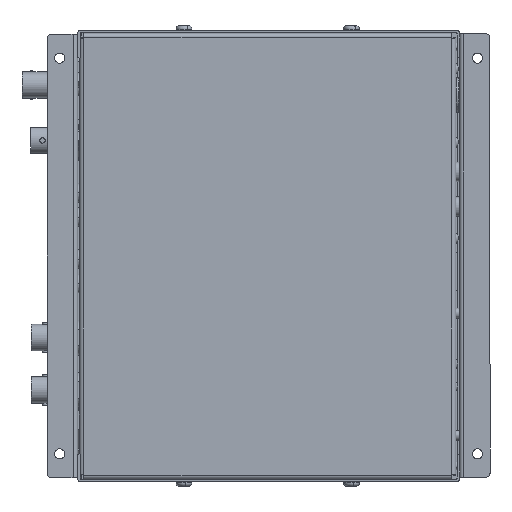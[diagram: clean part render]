
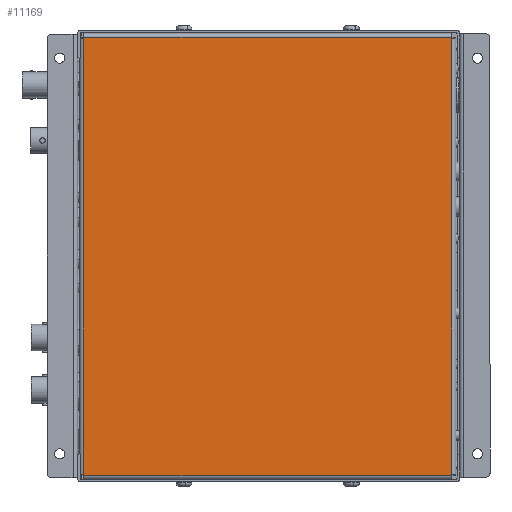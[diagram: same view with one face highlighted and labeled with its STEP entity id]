
A CAD part, front view. The second image highlights one B-rep face of the part: STEP entity #11169.
In plain terms, the highlighted face is planar.
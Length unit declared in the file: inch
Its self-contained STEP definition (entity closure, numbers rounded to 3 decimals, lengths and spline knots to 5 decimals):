
#11151 = EDGE_CURVE ( 'NONE', #11152, #11180, #38658, .T. ) ;
#11152 = VERTEX_POINT ( 'NONE', #38654 ) ;
#11153 = ORIENTED_EDGE ( 'NONE', *, *, #11154, .T. ) ;
#11154 = EDGE_CURVE ( 'NONE', #11152, #11155, #38653, .T. ) ;
#11155 = VERTEX_POINT ( 'NONE', #38710 ) ;
#11156 = ORIENTED_EDGE ( 'NONE', *, *, #11157, .F. ) ;
#11157 = EDGE_CURVE ( 'NONE', #11158, #11155, #38709, .T. ) ;
#11158 = VERTEX_POINT ( 'NONE', #38705 ) ;
#11160 = ORIENTED_EDGE ( 'NONE', *, *, #11161, .T. ) ;
#11161 = EDGE_CURVE ( 'NONE', #11158, #11162, #38703, .T. ) ;
#11162 = VERTEX_POINT ( 'NONE', #38699 ) ;
#11163 = ORIENTED_EDGE ( 'NONE', *, *, #11164, .T. ) ;
#11164 = EDGE_CURVE ( 'NONE', #11162, #11165, #38698, .T. ) ;
#11165 = VERTEX_POINT ( 'NONE', #38694 ) ;
#11166 = ORIENTED_EDGE ( 'NONE', *, *, #11217, .T. ) ;
#11169 = ADVANCED_FACE ( 'NONE', ( #38689 ), #38688, .T. ) ;
#11170 = EDGE_LOOP ( 'NONE', ( #11171, #11175, #11178, #11181, #11153, #11156, #11160, #11163, #11166, #11219, #11222, #11225 ) ) ;
#11171 = ORIENTED_EDGE ( 'NONE', *, *, #11172, .T. ) ;
#11172 = EDGE_CURVE ( 'NONE', #11173, #11174, #38686, .T. ) ;
#11173 = VERTEX_POINT ( 'NONE', #38679 ) ;
#11174 = VERTEX_POINT ( 'NONE', #38743 ) ;
#11175 = ORIENTED_EDGE ( 'NONE', *, *, #11176, .T. ) ;
#11176 = EDGE_CURVE ( 'NONE', #11174, #11177, #38742, .T. ) ;
#11177 = VERTEX_POINT ( 'NONE', #38738 ) ;
#11178 = ORIENTED_EDGE ( 'NONE', *, *, #11179, .T. ) ;
#11179 = EDGE_CURVE ( 'NONE', #11177, #11180, #38737, .T. ) ;
#11180 = VERTEX_POINT ( 'NONE', #38733 ) ;
#11181 = ORIENTED_EDGE ( 'NONE', *, *, #11151, .F. ) ;
#11217 = EDGE_CURVE ( 'NONE', #11165, #11218, #38829, .T. ) ;
#11218 = VERTEX_POINT ( 'NONE', #38825 ) ;
#11219 = ORIENTED_EDGE ( 'NONE', *, *, #11220, .F. ) ;
#11220 = EDGE_CURVE ( 'NONE', #11221, #11218, #38824, .T. ) ;
#11221 = VERTEX_POINT ( 'NONE', #38820 ) ;
#11222 = ORIENTED_EDGE ( 'NONE', *, *, #11223, .T. ) ;
#11223 = EDGE_CURVE ( 'NONE', #11221, #11224, #38819, .T. ) ;
#11224 = VERTEX_POINT ( 'NONE', #38815 ) ;
#11225 = ORIENTED_EDGE ( 'NONE', *, *, #11226, .F. ) ;
#11226 = EDGE_CURVE ( 'NONE', #11173, #11224, #38814, .T. ) ;
#38652 = CARTESIAN_POINT ( 'NONE',  ( 2.6325, -3.1395, 0. ) ) ;
#38653 = LINE ( 'NONE', #38652, #38712 ) ;
#38654 = CARTESIAN_POINT ( 'NONE',  ( 2.6325, -3.1395, 0. ) ) ;
#38655 = DIRECTION ( 'NONE',  ( 0., 1., 0. ) ) ;
#38656 = VECTOR ( 'NONE', #38655, 39.37008 ) ;
#38657 = CARTESIAN_POINT ( 'NONE',  ( 2.6325, -3.1325, 0. ) ) ;
#38658 = LINE ( 'NONE', #38657, #38656 ) ;
#38679 = CARTESIAN_POINT ( 'NONE',  ( 2.6325, 3.12175, 0. ) ) ;
#38680 = DIRECTION ( 'NONE',  ( 1., 0., 0. ) ) ;
#38681 = VECTOR ( 'NONE', #38680, 39.37008 ) ;
#38682 = CARTESIAN_POINT ( 'NONE',  ( 2.6325, 3.12175, 0. ) ) ;
#38683 = DIRECTION ( 'NONE',  ( -1., 0., 0. ) ) ;
#38684 = DIRECTION ( 'NONE',  ( 0., 0., -1. ) ) ;
#38685 = AXIS2_PLACEMENT_3D ( 'NONE', #38687, #38684, #38683 ) ;
#38686 = LINE ( 'NONE', #38682, #38681 ) ;
#38687 = CARTESIAN_POINT ( 'NONE',  ( 2.6325, 3.1325, 0. ) ) ;
#38688 = PLANE ( 'NONE',  #38685 ) ;
#38689 = FACE_OUTER_BOUND ( 'NONE', #11170, .T. ) ;
#38694 = CARTESIAN_POINT ( 'NONE',  ( -2.6395, 3.12175, 0. ) ) ;
#38695 = DIRECTION ( 'NONE',  ( 0., 1., 0. ) ) ;
#38696 = VECTOR ( 'NONE', #38695, 39.37008 ) ;
#38697 = CARTESIAN_POINT ( 'NONE',  ( -2.6395, -3.1325, 0. ) ) ;
#38698 = LINE ( 'NONE', #38697, #38696 ) ;
#38699 = CARTESIAN_POINT ( 'NONE',  ( -2.6395, -3.12175, 0. ) ) ;
#38700 = DIRECTION ( 'NONE',  ( -1., 0., 0. ) ) ;
#38701 = VECTOR ( 'NONE', #38700, 39.37008 ) ;
#38702 = CARTESIAN_POINT ( 'NONE',  ( 2.6325, -3.12175, 0. ) ) ;
#38703 = LINE ( 'NONE', #38702, #38701 ) ;
#38705 = CARTESIAN_POINT ( 'NONE',  ( -2.6325, -3.12175, 0. ) ) ;
#38706 = DIRECTION ( 'NONE',  ( 0., -1., 0. ) ) ;
#38707 = VECTOR ( 'NONE', #38706, 39.37008 ) ;
#38708 = CARTESIAN_POINT ( 'NONE',  ( -2.6325, -3.1325, 0. ) ) ;
#38709 = LINE ( 'NONE', #38708, #38707 ) ;
#38710 = CARTESIAN_POINT ( 'NONE',  ( -2.6325, -3.1395, 0. ) ) ;
#38711 = DIRECTION ( 'NONE',  ( -1., 0., 0. ) ) ;
#38712 = VECTOR ( 'NONE', #38711, 39.37008 ) ;
#38733 = CARTESIAN_POINT ( 'NONE',  ( 2.6325, -3.12175, 0. ) ) ;
#38734 = DIRECTION ( 'NONE',  ( -1., 0., 0. ) ) ;
#38735 = VECTOR ( 'NONE', #38734, 39.37008 ) ;
#38736 = CARTESIAN_POINT ( 'NONE',  ( 2.6325, -3.12175, 0. ) ) ;
#38737 = LINE ( 'NONE', #38736, #38735 ) ;
#38738 = CARTESIAN_POINT ( 'NONE',  ( 2.6395, -3.12175, 0. ) ) ;
#38739 = DIRECTION ( 'NONE',  ( 0., -1., 0. ) ) ;
#38740 = VECTOR ( 'NONE', #38739, 39.37008 ) ;
#38741 = CARTESIAN_POINT ( 'NONE',  ( 2.6395, 3.1325, 0. ) ) ;
#38742 = LINE ( 'NONE', #38741, #38740 ) ;
#38743 = CARTESIAN_POINT ( 'NONE',  ( 2.6395, 3.12175, 0. ) ) ;
#38811 = DIRECTION ( 'NONE',  ( 0., 1., 0. ) ) ;
#38812 = VECTOR ( 'NONE', #38811, 39.37008 ) ;
#38813 = CARTESIAN_POINT ( 'NONE',  ( 2.6325, 3.1325, 0. ) ) ;
#38814 = LINE ( 'NONE', #38813, #38812 ) ;
#38815 = CARTESIAN_POINT ( 'NONE',  ( 2.6325, 3.1395, 0. ) ) ;
#38816 = DIRECTION ( 'NONE',  ( 1., 0., 0. ) ) ;
#38817 = VECTOR ( 'NONE', #38816, 39.37008 ) ;
#38818 = CARTESIAN_POINT ( 'NONE',  ( -2.6325, 3.1395, 0. ) ) ;
#38819 = LINE ( 'NONE', #38818, #38817 ) ;
#38820 = CARTESIAN_POINT ( 'NONE',  ( -2.6325, 3.1395, 0. ) ) ;
#38821 = DIRECTION ( 'NONE',  ( 0., -1., 0. ) ) ;
#38822 = VECTOR ( 'NONE', #38821, 39.37008 ) ;
#38823 = CARTESIAN_POINT ( 'NONE',  ( -2.6325, 3.1325, 0. ) ) ;
#38824 = LINE ( 'NONE', #38823, #38822 ) ;
#38825 = CARTESIAN_POINT ( 'NONE',  ( -2.6325, 3.12175, 0. ) ) ;
#38826 = DIRECTION ( 'NONE',  ( 1., 0., 0. ) ) ;
#38827 = VECTOR ( 'NONE', #38826, 39.37008 ) ;
#38828 = CARTESIAN_POINT ( 'NONE',  ( 2.6325, 3.12175, 0. ) ) ;
#38829 = LINE ( 'NONE', #38828, #38827 ) ;
